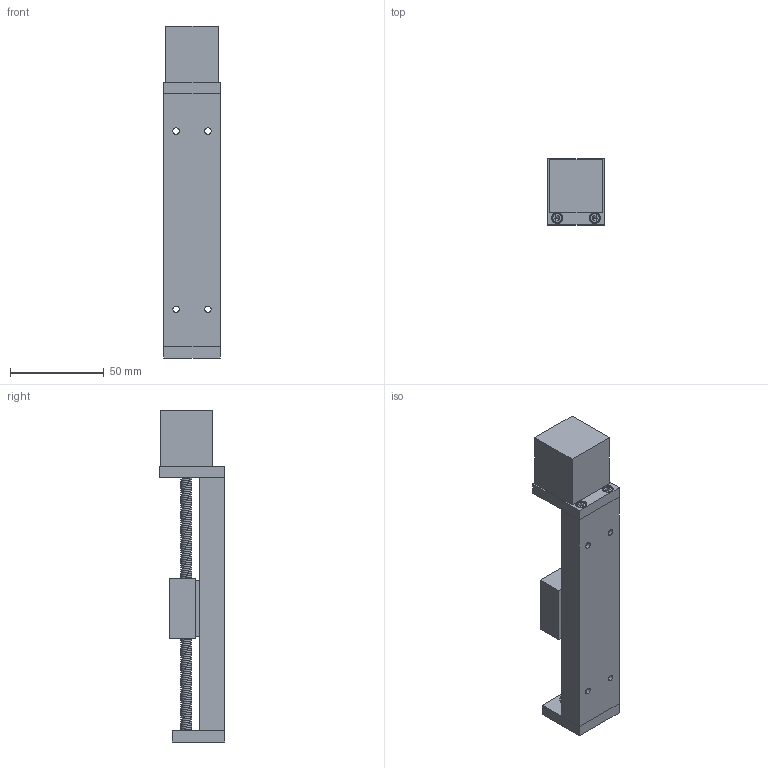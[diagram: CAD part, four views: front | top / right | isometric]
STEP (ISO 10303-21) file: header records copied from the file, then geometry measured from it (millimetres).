
FILE_DESCRIPTION (( 'STEP AP214' ), '1' );
FILE_NAME ('28賑怢.STEP', '2021-05-08T02:29:23', ( '' ), ( '' ), 'SwSTEP 2.0', 'SolidWorks 2013', '' );
FILE_SCHEMA (( 'AUTOMOTIVE_DESIGN' ));
Length unit declared in the file: millimetre
Products named in the file (13): 28萇儂; 9盄寢賑輸; hexagon socket head cap screws gb_GB_FASTENER_SCREWS_HSHCS M3X5-N; 28楊擘; 9盄寢; deep groove ball bearings gb_Rolling bearings 618-6 GB 276-94; T6佪裝; hexagon socket head cap screws gb_GB_FASTENER_SCREWS_HSHCS M3X8-N; hexagon socket head cap screws gb_GB_FASTENER_SCREWS_HSHCS M3X10-N; 28粣創え; 28倰第; 28賑輸; 28賑怢
Assembly tree (24 placements, depth 2):
  28賑怢
    28倰第
    28粣創え
    deep groove ball bearings gb_Rolling bearings 618-6 GB 276-94
    hexagon socket head cap screws gb_GB_FASTENER_SCREWS_HSHCS M3X10-N  x2
    9盄寢
    hexagon socket head cap screws gb_GB_FASTENER_SCREWS_HSHCS M3X5-N  x7
    9盄寢賑輸
    28賑輸
    hexagon socket head cap screws gb_GB_FASTENER_SCREWS_HSHCS M3X8-N  x6
    T6佪裝
    28萇儂
    28楊擘
Bounding box: 30 x 35 x 177 mm (x, y, z)
Volume: 86001.9 mm3; surface area: 45039.4 mm2
Topology: 24 solids, 24 shells, 876 faces, 2352 edges, 1476 vertices
Faces by surface type: cylinder 332, plane 303, cone 122, torus 86, sphere 30, bspline 3
Entity records: 28182 total; most frequent: CARTESIAN_POINT 13452, ORIENTED_EDGE 3120, DIRECTION 2773, EDGE_CURVE 1560, AXIS2_PLACEMENT_3D 1118, VERTEX_POINT 1020, EDGE_LOOP 664, ADVANCED_FACE 576
